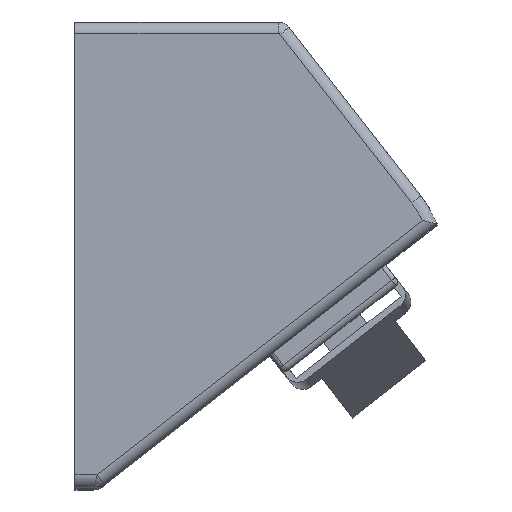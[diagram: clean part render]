
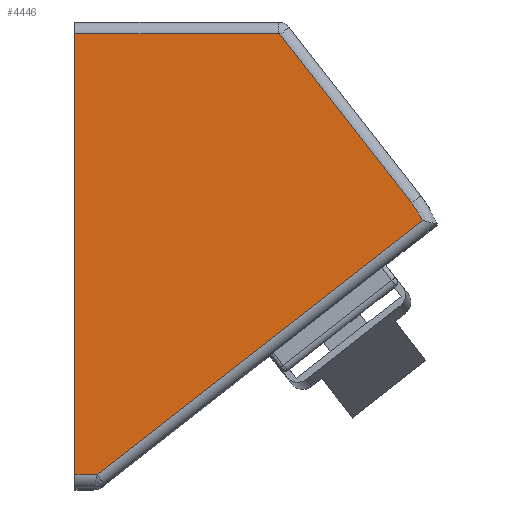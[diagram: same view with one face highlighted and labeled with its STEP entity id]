
A CAD part, top view. The second image highlights one B-rep face of the part: STEP entity #4446.
In plain terms, the highlighted planar face has unit normal (0, 0, 1).
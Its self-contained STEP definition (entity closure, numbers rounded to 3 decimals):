
#161 = VERTEX_POINT ( 'NONE', #16489 ) ;
#266 = DIRECTION ( 'NONE',  ( 0., -1., 0. ) ) ;
#509 = ORIENTED_EDGE ( 'NONE', *, *, #19254, .T. ) ;
#635 = VECTOR ( 'NONE', #12013, 1000. ) ;
#843 = DIRECTION ( 'NONE',  ( 0., 0., 1. ) ) ;
#884 = VECTOR ( 'NONE', #4659, 1000. ) ;
#1576 = CARTESIAN_POINT ( 'NONE',  ( 14.608, 12.01, 36. ) ) ;
#1620 = LINE ( 'NONE', #10891, #884 ) ;
#1959 = EDGE_CURVE ( 'NONE', #16148, #9147, #8972, .T. ) ;
#2529 = AXIS2_PLACEMENT_3D ( 'NONE', #13233, #19375, #8456 ) ;
#2558 = PLANE ( 'NONE',  #11537 ) ;
#3108 = FACE_OUTER_BOUND ( 'NONE', #6537, .T. ) ;
#3803 = VERTEX_POINT ( 'NONE', #7737 ) ;
#4069 = LINE ( 'NONE', #10657, #635 ) ;
#4097 = CARTESIAN_POINT ( 'NONE',  ( 8.707, 19.5, 36. ) ) ;
#4446 = ADVANCED_FACE ( 'NONE', ( #3108 ), #2558, .T. ) ;
#4659 = DIRECTION ( 'NONE',  ( -1., 0., 0. ) ) ;
#5242 = EDGE_CURVE ( 'NONE', #7646, #8329, #1620, .T. ) ;
#5645 = DIRECTION ( 'NONE',  ( 1., 0., 0. ) ) ;
#6537 = EDGE_LOOP ( 'NONE', ( #14504, #19622, #9404, #509, #11873, #18906, #19560 ) ) ;
#6900 = LINE ( 'NONE', #19919, #19849 ) ;
#7577 = DIRECTION ( 'NONE',  ( 0.788, 0.616, 0. ) ) ;
#7646 = VERTEX_POINT ( 'NONE', #4097 ) ;
#7737 = CARTESIAN_POINT ( 'NONE',  ( 0.956, 0.6, 36. ) ) ;
#7785 = CIRCLE ( 'NONE', #2529, 0.1 ) ;
#7824 = CARTESIAN_POINT ( 'NONE',  ( 14.894, 11.49, 36. ) ) ;
#8329 = VERTEX_POINT ( 'NONE', #17565 ) ;
#8456 = DIRECTION ( 'NONE',  ( 1., 0., 0. ) ) ;
#8972 = B_SPLINE_CURVE_WITH_KNOTS ( 'NONE', 3,
 ( #7824, #13895, #1576, #12523 ),
 .UNSPECIFIED., .F., .F.,
 ( 4, 4 ),
 ( 0., 0.001 ),
 .UNSPECIFIED. ) ;
#9147 = VERTEX_POINT ( 'NONE', #19200 ) ;
#9404 = ORIENTED_EDGE ( 'NONE', *, *, #18623, .T. ) ;
#9775 = VERTEX_POINT ( 'NONE', #18576 ) ;
#9944 = VECTOR ( 'NONE', #16113, 1000. ) ;
#10657 = CARTESIAN_POINT ( 'NONE',  ( 8.606, 19.692, 36. ) ) ;
#10891 = CARTESIAN_POINT ( 'NONE',  ( 0., 19.5, 36. ) ) ;
#11184 = LINE ( 'NONE', #17467, #15834 ) ;
#11537 = AXIS2_PLACEMENT_3D ( 'NONE', #16753, #843, #5645 ) ;
#11873 = ORIENTED_EDGE ( 'NONE', *, *, #14451, .T. ) ;
#12013 = DIRECTION ( 'NONE',  ( -0.616, 0.788, 0. ) ) ;
#12523 = CARTESIAN_POINT ( 'NONE',  ( 14.425, 12.244, 36. ) ) ;
#13233 = CARTESIAN_POINT ( 'NONE',  ( 8.707, 19.4, 36. ) ) ;
#13895 = CARTESIAN_POINT ( 'NONE',  ( 14.758, 11.754, 36. ) ) ;
#14342 = LINE ( 'NONE', #14531, #9944 ) ;
#14451 = EDGE_CURVE ( 'NONE', #3803, #16148, #6900, .T. ) ;
#14504 = ORIENTED_EDGE ( 'NONE', *, *, #18133, .F. ) ;
#14531 = CARTESIAN_POINT ( 'NONE',  ( 0.188, 0.6, 36. ) ) ;
#15834 = VECTOR ( 'NONE', #266, 1000. ) ;
#16113 = DIRECTION ( 'NONE',  ( 1., 0., 0. ) ) ;
#16148 = VERTEX_POINT ( 'NONE', #16650 ) ;
#16489 = CARTESIAN_POINT ( 'NONE',  ( 0., 0.6, 36. ) ) ;
#16650 = CARTESIAN_POINT ( 'NONE',  ( 14.894, 11.49, 36. ) ) ;
#16753 = CARTESIAN_POINT ( 'NONE',  ( 0., 0., 36. ) ) ;
#17467 = CARTESIAN_POINT ( 'NONE',  ( 0., 20., 36. ) ) ;
#17565 = CARTESIAN_POINT ( 'NONE',  ( 0., 19.5, 36. ) ) ;
#18133 = EDGE_CURVE ( 'NONE', #7646, #9775, #7785, .T. ) ;
#18576 = CARTESIAN_POINT ( 'NONE',  ( 8.786, 19.462, 36. ) ) ;
#18623 = EDGE_CURVE ( 'NONE', #8329, #161, #11184, .T. ) ;
#18906 = ORIENTED_EDGE ( 'NONE', *, *, #1959, .T. ) ;
#19047 = EDGE_CURVE ( 'NONE', #9147, #9775, #4069, .T. ) ;
#19200 = CARTESIAN_POINT ( 'NONE',  ( 14.425, 12.244, 36. ) ) ;
#19254 = EDGE_CURVE ( 'NONE', #161, #3803, #14342, .T. ) ;
#19375 = DIRECTION ( 'NONE',  ( 0., 0., -1. ) ) ;
#19560 = ORIENTED_EDGE ( 'NONE', *, *, #19047, .T. ) ;
#19622 = ORIENTED_EDGE ( 'NONE', *, *, #5242, .T. ) ;
#19849 = VECTOR ( 'NONE', #7577, 1000. ) ;
#19919 = CARTESIAN_POINT ( 'NONE',  ( 15.363, 11.856, 36. ) ) ;
